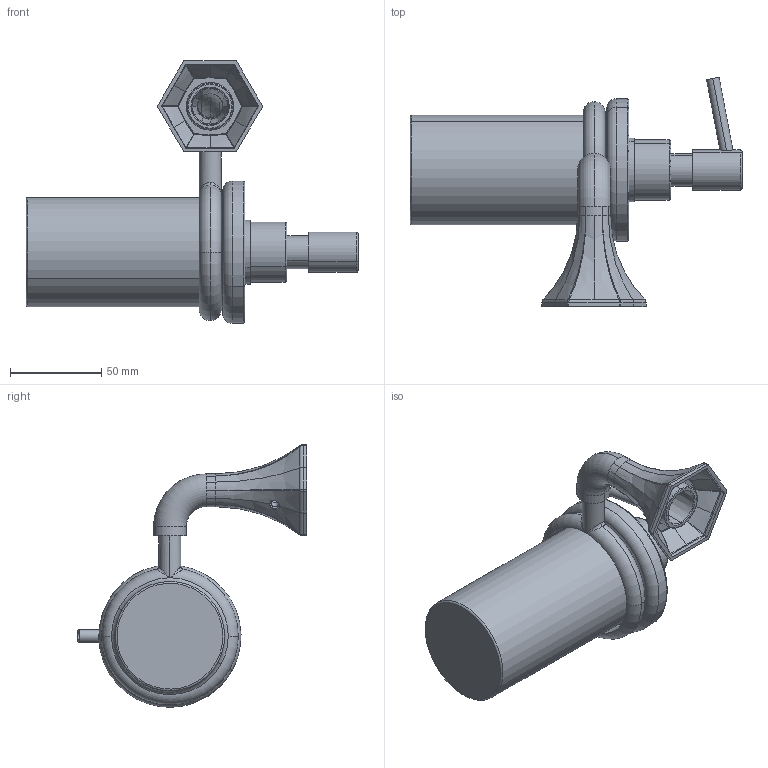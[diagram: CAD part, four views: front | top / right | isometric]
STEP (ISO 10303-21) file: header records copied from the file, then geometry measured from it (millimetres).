
FILE_DESCRIPTION(('CATIA V5 STEP Exchange'),'2;1');
FILE_NAME('CE09620 Porta Soap Dispencer.stp','2019-02-22T07:57:42+00:00',('none'),('none'),'Version 5-6 Release 2013','CATIA V5 STEP AP203','none');
FILE_SCHEMA(('CONFIG_CONTROL_DESIGN'));
Length unit declared in the file: millimetre
Products named in the file (1): Product1_AllCATPart
Bounding box: 182 x 125.76 x 143.99 mm (x, y, z)
Volume: 431058.3 mm3; surface area: 62973.9 mm2
Topology: 3 solids, 4 shells, 280 faces, 638 edges, 347 vertices
Faces by surface type: bspline 122, cylinder 74, plane 34, torus 30, sphere 12, cone 8
Entity records: 18466 total; most frequent: CARTESIAN_POINT 13519, ORIENTED_EDGE 1224, EDGE_CURVE 612, DIRECTION 557, VERTEX_POINT 347, B_SPLINE_CURVE_WITH_KNOTS 327, AXIS2_PLACEMENT_3D 302, EDGE_LOOP 291
